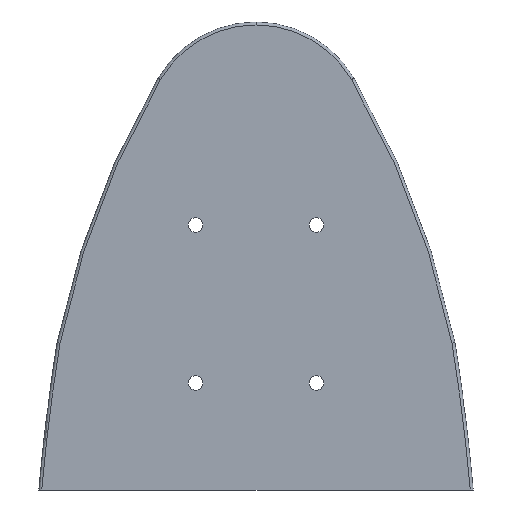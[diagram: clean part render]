
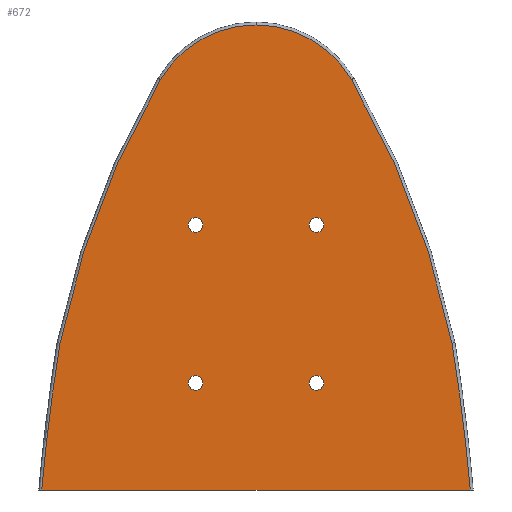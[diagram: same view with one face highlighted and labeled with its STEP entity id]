
A CAD part, front view. The second image highlights one B-rep face of the part: STEP entity #672.
In plain terms, the highlighted planar face has unit normal (0, -1, 0).
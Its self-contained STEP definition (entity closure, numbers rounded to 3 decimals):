
#42=FACE_BOUND('',#175,.T.);
#43=FACE_BOUND('',#176,.T.);
#44=FACE_BOUND('',#177,.T.);
#45=FACE_BOUND('',#178,.T.);
#53=LINE('',#1243,#77);
#77=VECTOR('',#878,10.);
#101=PLANE('',#776);
#124=FACE_OUTER_BOUND('',#174,.T.);
#174=EDGE_LOOP('',(#546,#547,#548,#549,#550,#551,#552));
#175=EDGE_LOOP('',(#553));
#176=EDGE_LOOP('',(#554));
#177=EDGE_LOOP('',(#555));
#178=EDGE_LOOP('',(#556));
#208=CIRCLE('',#734,719.734);
#223=CIRCLE('',#758,719.734);
#224=CIRCLE('',#762,294.952);
#229=CIRCLE('',#768,37.808);
#232=CIRCLE('',#772,37.808);
#234=CIRCLE('',#775,294.952);
#235=CIRCLE('',#777,2.5);
#236=CIRCLE('',#778,2.5);
#237=CIRCLE('',#779,2.5);
#238=CIRCLE('',#780,2.5);
#295=VERTEX_POINT('',#1203);
#296=VERTEX_POINT('',#1216);
#301=VERTEX_POINT('',#1242);
#315=VERTEX_POINT('',#1295);
#316=VERTEX_POINT('',#1314);
#318=VERTEX_POINT('',#1320);
#320=VERTEX_POINT('',#1326);
#322=VERTEX_POINT('',#1335);
#323=VERTEX_POINT('',#1337);
#324=VERTEX_POINT('',#1339);
#325=VERTEX_POINT('',#1341);
#364=EDGE_CURVE('',#295,#296,#208,.T.);
#372=EDGE_CURVE('',#301,#296,#53,.T.);
#390=EDGE_CURVE('',#301,#315,#223,.T.);
#394=EDGE_CURVE('',#315,#316,#224,.T.);
#399=EDGE_CURVE('',#316,#318,#229,.T.);
#402=EDGE_CURVE('',#318,#320,#232,.T.);
#404=EDGE_CURVE('',#320,#295,#234,.T.);
#405=EDGE_CURVE('',#322,#322,#235,.T.);
#406=EDGE_CURVE('',#323,#323,#236,.T.);
#407=EDGE_CURVE('',#324,#324,#237,.T.);
#408=EDGE_CURVE('',#325,#325,#238,.T.);
#546=ORIENTED_EDGE('',*,*,#372,.T.);
#547=ORIENTED_EDGE('',*,*,#364,.F.);
#548=ORIENTED_EDGE('',*,*,#404,.F.);
#549=ORIENTED_EDGE('',*,*,#402,.F.);
#550=ORIENTED_EDGE('',*,*,#399,.F.);
#551=ORIENTED_EDGE('',*,*,#394,.F.);
#552=ORIENTED_EDGE('',*,*,#390,.F.);
#553=ORIENTED_EDGE('',*,*,#405,.T.);
#554=ORIENTED_EDGE('',*,*,#406,.T.);
#555=ORIENTED_EDGE('',*,*,#407,.T.);
#556=ORIENTED_EDGE('',*,*,#408,.T.);
#672=ADVANCED_FACE('',(#124,#42,#43,#44,#45),#101,.F.);
#734=AXIS2_PLACEMENT_3D('',#1217,#858,#859);
#758=AXIS2_PLACEMENT_3D('',#1296,#912,#913);
#762=AXIS2_PLACEMENT_3D('',#1315,#922,#923);
#768=AXIS2_PLACEMENT_3D('',#1324,#934,#935);
#772=AXIS2_PLACEMENT_3D('',#1330,#942,#943);
#775=AXIS2_PLACEMENT_3D('',#1333,#948,#949);
#776=AXIS2_PLACEMENT_3D('',#1334,#950,#951);
#777=AXIS2_PLACEMENT_3D('',#1336,#952,#953);
#778=AXIS2_PLACEMENT_3D('',#1338,#954,#955);
#779=AXIS2_PLACEMENT_3D('',#1340,#956,#957);
#780=AXIS2_PLACEMENT_3D('',#1342,#958,#959);
#858=DIRECTION('center_axis',(0.,1.,0.));
#859=DIRECTION('ref_axis',(0.999,0.,0.054));
#878=DIRECTION('',(1.,0.,0.));
#912=DIRECTION('center_axis',(0.,1.,0.));
#913=DIRECTION('ref_axis',(-0.999,0.,0.054));
#922=DIRECTION('center_axis',(0.,1.,0.));
#923=DIRECTION('ref_axis',(-0.934,0.,0.356));
#934=DIRECTION('center_axis',(0.,1.,0.));
#935=DIRECTION('ref_axis',(-0.498,0.,0.867));
#942=DIRECTION('center_axis',(0.,1.,0.));
#943=DIRECTION('ref_axis',(0.498,0.,0.867));
#948=DIRECTION('center_axis',(0.,1.,0.));
#949=DIRECTION('ref_axis',(0.934,0.,0.356));
#950=DIRECTION('center_axis',(0.,1.,0.));
#951=DIRECTION('ref_axis',(0.,0.,1.));
#952=DIRECTION('center_axis',(0.,1.,0.));
#953=DIRECTION('ref_axis',(-1.,0.,0.));
#954=DIRECTION('center_axis',(0.,1.,0.));
#955=DIRECTION('ref_axis',(-1.,0.,0.));
#956=DIRECTION('center_axis',(0.,1.,0.));
#957=DIRECTION('ref_axis',(-1.,0.,0.));
#958=DIRECTION('center_axis',(0.,1.,0.));
#959=DIRECTION('ref_axis',(-1.,0.,0.));
#1203=CARTESIAN_POINT('',(66.629,0.,178.665));
#1216=CARTESIAN_POINT('',(72.85,0.,128.483));
#1217=CARTESIAN_POINT('Origin',(-644.086,0.,65.081));
#1242=CARTESIAN_POINT('',(-73.633,0.,128.483));
#1243=CARTESIAN_POINT('',(-41.698,0.,128.483));
#1295=CARTESIAN_POINT('',(-67.412,0.,178.665));
#1296=CARTESIAN_POINT('Origin',(643.303,0.,65.081));
#1314=CARTESIAN_POINT('',(-33.036,0.,268.747));
#1315=CARTESIAN_POINT('Origin',(221.639,0.,119.962));
#1320=CARTESIAN_POINT('',(-0.392,0.,287.483));
#1324=CARTESIAN_POINT('Origin',(-0.391,0.,249.675));
#1326=CARTESIAN_POINT('',(32.253,0.,268.747));
#1330=CARTESIAN_POINT('Origin',(-0.392,0.,249.675));
#1333=CARTESIAN_POINT('Origin',(-222.422,0.,119.962));
#1334=CARTESIAN_POINT('Origin',(-0.392,0.,9.083));
#1335=CARTESIAN_POINT('',(-18.529,0.,219.075));
#1336=CARTESIAN_POINT('Origin',(-21.029,0.,219.075));
#1337=CARTESIAN_POINT('',(22.746,0.,219.075));
#1338=CARTESIAN_POINT('Origin',(20.246,0.,219.075));
#1339=CARTESIAN_POINT('',(-18.529,0.,165.1));
#1340=CARTESIAN_POINT('Origin',(-21.029,0.,165.1));
#1341=CARTESIAN_POINT('',(22.746,0.,165.1));
#1342=CARTESIAN_POINT('Origin',(20.246,0.,165.1));
